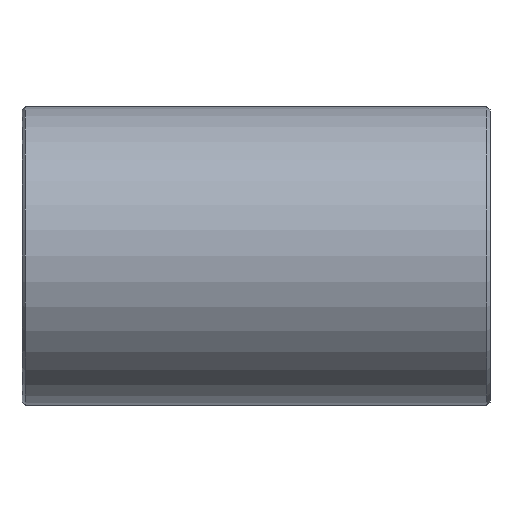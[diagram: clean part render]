
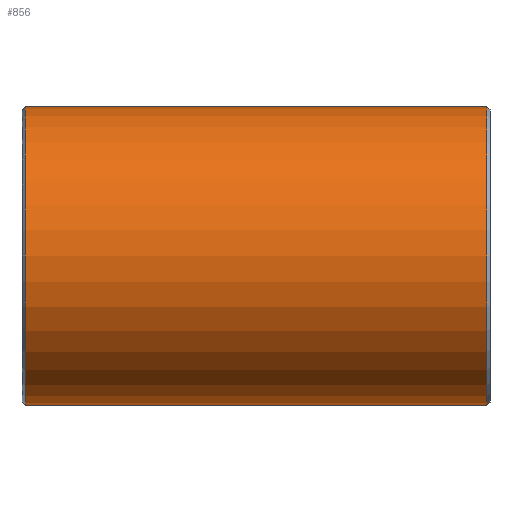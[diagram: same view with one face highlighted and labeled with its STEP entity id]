
A CAD part, front view. The second image highlights one B-rep face of the part: STEP entity #856.
In plain terms, the highlighted cylindrical face has radius 161.925 mm (diameter 323.85 mm), a partial arc.
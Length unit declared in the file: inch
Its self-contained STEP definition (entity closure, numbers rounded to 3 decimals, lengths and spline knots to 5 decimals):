
#4 = DIRECTION ( 'NONE',  ( 0., 0., 1. ) ) ;
#8 = DIRECTION ( 'NONE',  ( -1., 0., 0. ) ) ;
#27 = ORIENTED_EDGE ( 'NONE', *, *, #605, .F. ) ;
#63 = FACE_OUTER_BOUND ( 'NONE', #753, .T. ) ;
#70 = VERTEX_POINT ( 'NONE', #212 ) ;
#72 = VECTOR ( 'NONE', #8, 39.37008 ) ;
#86 = CARTESIAN_POINT ( 'NONE',  ( 9.86467, 0., 6.375 ) ) ;
#88 = DIRECTION ( 'NONE',  ( -1., 0., 0. ) ) ;
#120 = VERTEX_POINT ( 'NONE', #366 ) ;
#149 = VECTOR ( 'NONE', #88, 39.37008 ) ;
#208 = VERTEX_POINT ( 'NONE', #362 ) ;
#212 = CARTESIAN_POINT ( 'NONE',  ( 9.86467, 0., -6.375 ) ) ;
#299 = VERTEX_POINT ( 'NONE', #86 ) ;
#319 = DIRECTION ( 'NONE',  ( 0., 0., 1. ) ) ;
#333 = CARTESIAN_POINT ( 'NONE',  ( 10., 0., 0. ) ) ;
#362 = CARTESIAN_POINT ( 'NONE',  ( -9.86467, 0., -6.375 ) ) ;
#366 = CARTESIAN_POINT ( 'NONE',  ( -9.86467, 0., 6.375 ) ) ;
#370 = AXIS2_PLACEMENT_3D ( 'NONE', #333, #481, #4 ) ;
#405 = ORIENTED_EDGE ( 'NONE', *, *, #870, .T. ) ;
#416 = DIRECTION ( 'NONE',  ( -1., 0., 0. ) ) ;
#428 = CIRCLE ( 'NONE', #781, 6.375 ) ;
#448 = CARTESIAN_POINT ( 'NONE',  ( 10., 0., -6.375 ) ) ;
#481 = DIRECTION ( 'NONE',  ( -1., 0., 0. ) ) ;
#489 = CARTESIAN_POINT ( 'NONE',  ( 9.86467, 0., 0. ) ) ;
#545 = CYLINDRICAL_SURFACE ( 'NONE', #370, 6.375 ) ;
#605 = EDGE_CURVE ( 'NONE', #70, #208, #819, .T. ) ;
#608 = CARTESIAN_POINT ( 'NONE',  ( 10., 0., 6.375 ) ) ;
#650 = AXIS2_PLACEMENT_3D ( 'NONE', #489, #416, #685 ) ;
#668 = CARTESIAN_POINT ( 'NONE',  ( -9.86467, 0., 0. ) ) ;
#678 = ORIENTED_EDGE ( 'NONE', *, *, #824, .T. ) ;
#679 = LINE ( 'NONE', #608, #72 ) ;
#685 = DIRECTION ( 'NONE',  ( 0., 0., -1. ) ) ;
#753 = EDGE_LOOP ( 'NONE', ( #27, #794, #405, #678 ) ) ;
#756 = EDGE_CURVE ( 'NONE', #70, #299, #805, .T. ) ;
#781 = AXIS2_PLACEMENT_3D ( 'NONE', #668, #864, #319 ) ;
#794 = ORIENTED_EDGE ( 'NONE', *, *, #756, .T. ) ;
#805 = CIRCLE ( 'NONE', #650, 6.375 ) ;
#819 = LINE ( 'NONE', #448, #149 ) ;
#824 = EDGE_CURVE ( 'NONE', #120, #208, #428, .T. ) ;
#856 = ADVANCED_FACE ( 'NONE', ( #63 ), #545, .T. ) ;
#864 = DIRECTION ( 'NONE',  ( 1., 0., 0. ) ) ;
#870 = EDGE_CURVE ( 'NONE', #299, #120, #679, .T. ) ;
